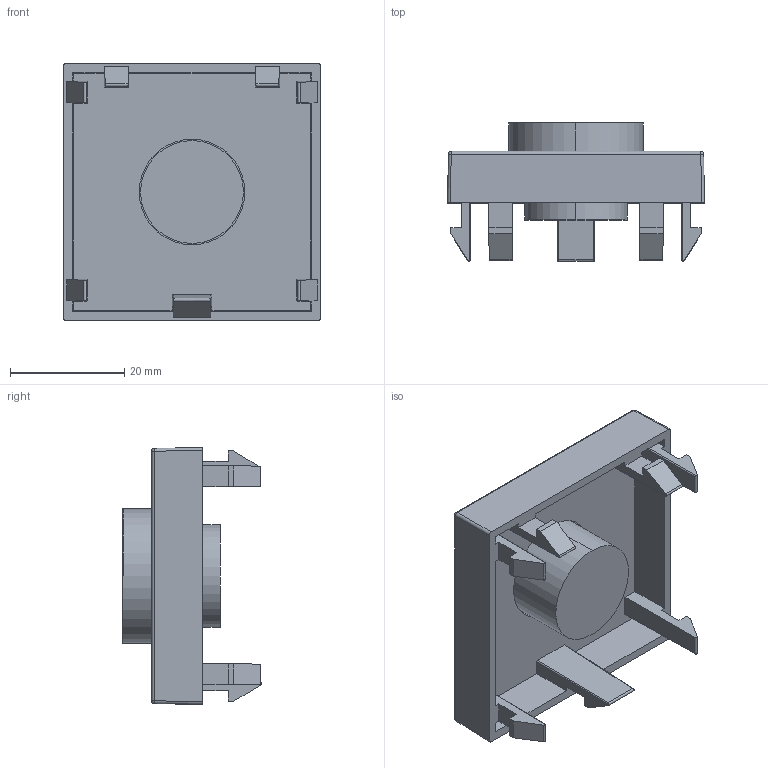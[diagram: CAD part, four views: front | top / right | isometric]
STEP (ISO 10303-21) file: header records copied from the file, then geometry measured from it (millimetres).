
FILE_DESCRIPTION((''),'2;1');
FILE_NAME('6120003_ASM','2016-04-27T',('AndreasKeweloh'),(''),'CREO PARAMETRIC BY PTC INC, 2015290','CREO PARAMETRIC BY PTC INC, 2015290','');
FILE_SCHEMA(('CONFIG_CONTROL_DESIGN'));
Length unit declared in the file: millimetre
Products named in the file (5): FASE2; BREP_2; 6120003_A_ASM; DOCUMENT_A_ASM; 6120003_ASM
Assembly tree (4 placements, depth 4):
  6120003_ASM
    DOCUMENT_A_ASM
      6120003_A_ASM
        FASE2
        BREP_2
Bounding box: 45 x 24.27 x 45 mm (x, y, z)
Volume: 9244.6 mm3; surface area: 10508.4 mm2
Topology: 2 solids, 2 shells, 126 faces, 362 edges, 236 vertices
Faces by surface type: plane 82, cylinder 38, sphere 4, cone 2
Entity records: 4307 total; most frequent: CARTESIAN_POINT 900, ORIENTED_EDGE 716, DIRECTION 658, EDGE_CURVE 358, VECTOR 254, LINE 254, VERTEX_POINT 236, AXIS2_PLACEMENT_3D 202
